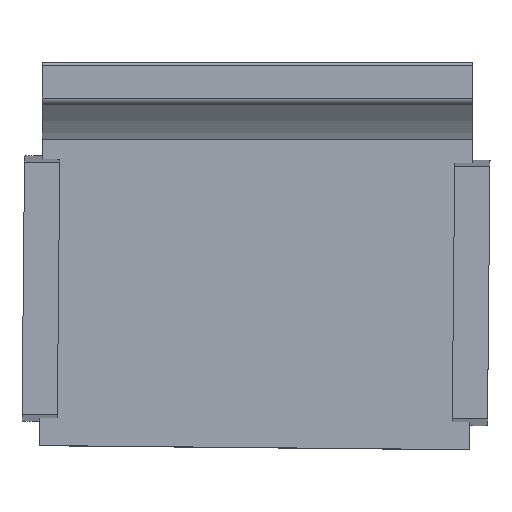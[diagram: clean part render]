
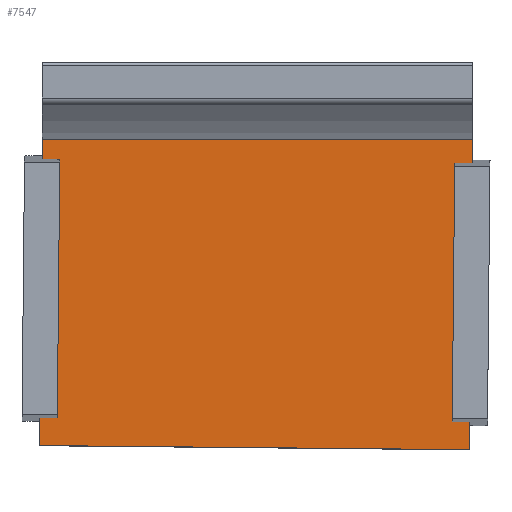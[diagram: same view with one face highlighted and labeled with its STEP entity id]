
A CAD part, top view. The second image highlights one B-rep face of the part: STEP entity #7547.
In plain terms, the highlighted planar face has unit normal (0, 0, 1).
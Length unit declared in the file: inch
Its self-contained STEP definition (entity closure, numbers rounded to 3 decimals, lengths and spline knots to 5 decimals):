
#896=PLANE('',#8272);
#1007=FACE_OUTER_BOUND('',#1581,.T.);
#1581=EDGE_LOOP('',(#5153,#5154,#5155,#5156));
#2269=LINE('',#11396,#2589);
#2271=LINE('',#11400,#2591);
#2273=LINE('',#11404,#2593);
#2275=LINE('',#11407,#2595);
#2589=VECTOR('',#9235,0.3937);
#2591=VECTOR('',#9239,0.3937);
#2593=VECTOR('',#9243,0.3937);
#2595=VECTOR('',#9247,0.3937);
#3333=VERTEX_POINT('',#11393);
#3334=VERTEX_POINT('',#11395);
#3335=VERTEX_POINT('',#11399);
#3336=VERTEX_POINT('',#11403);
#3987=EDGE_CURVE('',#3334,#3333,#2269,.T.);
#3989=EDGE_CURVE('',#3335,#3334,#2271,.T.);
#3991=EDGE_CURVE('',#3336,#3335,#2273,.T.);
#3993=EDGE_CURVE('',#3333,#3336,#2275,.T.);
#5153=ORIENTED_EDGE('',*,*,#3993,.T.);
#5154=ORIENTED_EDGE('',*,*,#3991,.T.);
#5155=ORIENTED_EDGE('',*,*,#3989,.T.);
#5156=ORIENTED_EDGE('',*,*,#3987,.T.);
#7547=ADVANCED_FACE('',(#1007),#896,.T.);
#8272=AXIS2_PLACEMENT_3D('',#11408,#9248,#9249);
#9235=DIRECTION('',(0.,1.,0.));
#9239=DIRECTION('',(1.,0.,0.));
#9243=DIRECTION('',(0.,-1.,0.));
#9247=DIRECTION('',(-1.,0.,0.));
#9248=DIRECTION('center_axis',(0.,0.,1.));
#9249=DIRECTION('ref_axis',(1.,0.,0.));
#11393=CARTESIAN_POINT('',(15.25,12.25,3.75));
#11395=CARTESIAN_POINT('',(15.25,-12.25,3.75));
#11396=CARTESIAN_POINT('',(15.25,12.25,3.75));
#11399=CARTESIAN_POINT('',(-15.25,-12.25,3.75));
#11400=CARTESIAN_POINT('',(15.25,-12.25,3.75));
#11403=CARTESIAN_POINT('',(-15.25,12.25,3.75));
#11404=CARTESIAN_POINT('',(-15.25,-12.25,3.75));
#11407=CARTESIAN_POINT('',(-15.25,12.25,3.75));
#11408=CARTESIAN_POINT('Origin',(0.,0.,3.75));
